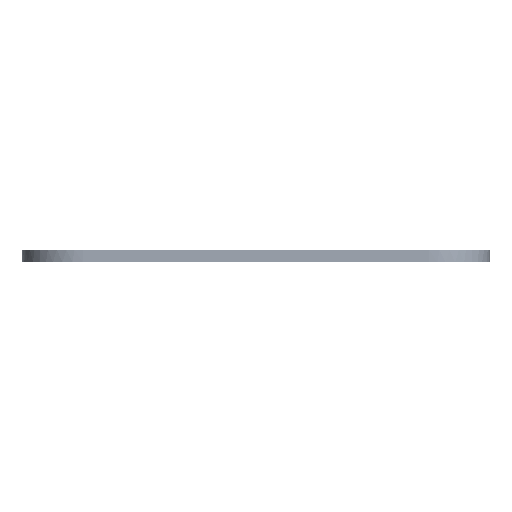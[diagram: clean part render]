
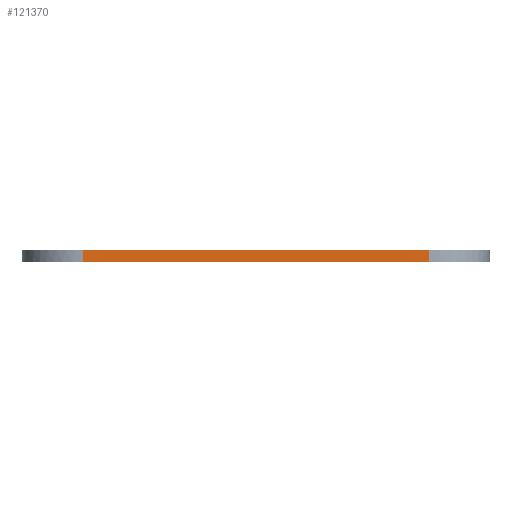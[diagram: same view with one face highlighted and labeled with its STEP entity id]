
A CAD part, left-side view. The second image highlights one B-rep face of the part: STEP entity #121370.
In plain terms, the highlighted planar face has unit normal (-1, 0, 0).
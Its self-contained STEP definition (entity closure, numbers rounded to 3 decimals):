
#2171=PLANE('',#121571);
#8360=FACE_OUTER_BOUND('',#16522,.T.);
#16522=EDGE_LOOP('',(#109156,#109157,#109158,#109159));
#17109=LINE('',#134968,#23551);
#17124=LINE('',#164136,#23566);
#22965=LINE('',#245594,#29407);
#22966=LINE('',#245596,#29408);
#23551=VECTOR('',#122469,10.);
#23566=VECTOR('',#122504,10.);
#29407=VECTOR('',#128383,10.);
#29408=VECTOR('',#128386,10.);
#42082=VERTEX_POINT('',#134962);
#42083=VERTEX_POINT('',#134967);
#47915=VERTEX_POINT('',#164089);
#47926=VERTEX_POINT('',#164131);
#54722=EDGE_CURVE('',#42082,#42083,#17109,.T.);
#60566=EDGE_CURVE('',#47926,#47915,#17124,.T.);
#72221=EDGE_CURVE('',#47926,#42083,#22965,.T.);
#72222=EDGE_CURVE('',#47915,#42082,#22966,.T.);
#109156=ORIENTED_EDGE('',*,*,#72221,.T.);
#109157=ORIENTED_EDGE('',*,*,#54722,.F.);
#109158=ORIENTED_EDGE('',*,*,#72222,.F.);
#109159=ORIENTED_EDGE('',*,*,#60566,.F.);
#121370=ADVANCED_FACE('',(#8360),#2171,.T.);
#121571=AXIS2_PLACEMENT_3D('',#245595,#128384,#128385);
#122469=DIRECTION('',(0.,-1.,0.));
#122504=DIRECTION('',(0.,1.,0.));
#128383=DIRECTION('',(0.,0.,1.));
#128384=DIRECTION('center_axis',(-1.,0.,0.));
#128385=DIRECTION('ref_axis',(0.,-1.,0.));
#128386=DIRECTION('',(0.,0.,1.));
#134962=CARTESIAN_POINT('',(-100.35,21.6,0.8));
#134967=CARTESIAN_POINT('',(-100.35,-21.6,0.8));
#134968=CARTESIAN_POINT('',(-100.35,-21.6,0.8));
#164089=CARTESIAN_POINT('',(-100.35,21.6,-0.8));
#164131=CARTESIAN_POINT('',(-100.35,-21.6,-0.8));
#164136=CARTESIAN_POINT('',(-100.35,-21.6,-0.8));
#245594=CARTESIAN_POINT('',(-100.35,-21.6,0.));
#245595=CARTESIAN_POINT('Origin',(-100.35,21.6,0.));
#245596=CARTESIAN_POINT('',(-100.35,21.6,0.));
